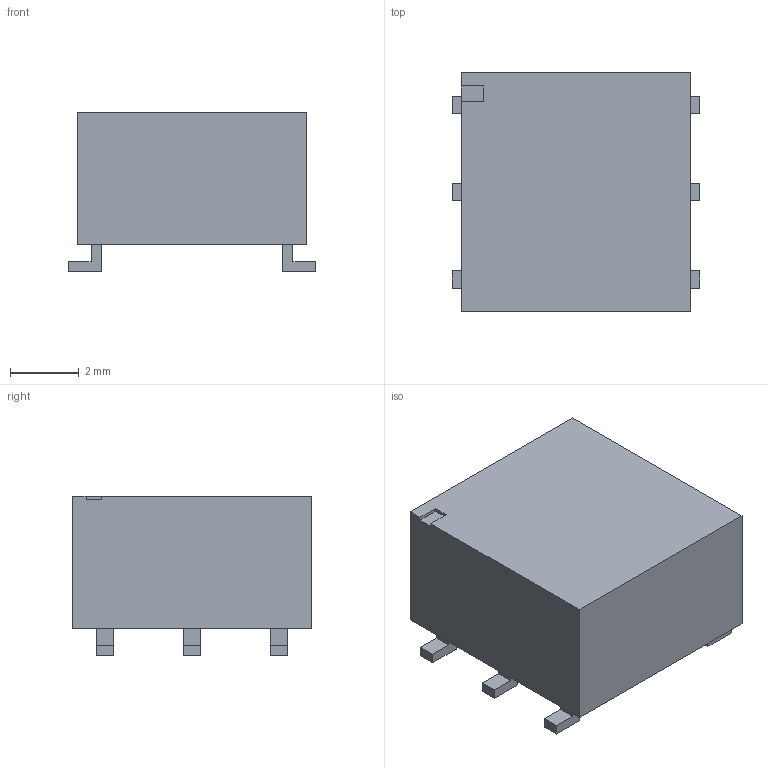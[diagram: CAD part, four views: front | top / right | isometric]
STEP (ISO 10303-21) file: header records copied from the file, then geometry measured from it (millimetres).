
FILE_DESCRIPTION((''),'2;1');
FILE_NAME('IND_COILCRAFT_PWB.stp','2014-10-13T12:02:24',(''),(''),'Mechanical Desktop 2011','Mechanical Desktop 2011',', , ');
FILE_SCHEMA(('AUTOMOTIVE_DESIGN { 1 2 10303 214 1 1 1 1 }'));
Length unit declared in the file: millimetre
Products named in the file (1): Product
Bounding box: 7.2 x 6.97 x 4.65 mm (x, y, z)
Volume: 180.5 mm3; surface area: 214.2 mm2
Topology: 7 solids, 7 shells, 58 faces, 132 edges, 88 vertices
Faces by surface type: bspline 31, plane 27
Entity records: 1642 total; most frequent: CARTESIAN_POINT 372, ORIENTED_EDGE 264, DIRECTION 188, VECTOR 132, LINE 132, EDGE_CURVE 132, VERTEX_POINT 88, EDGE_LOOP 58
